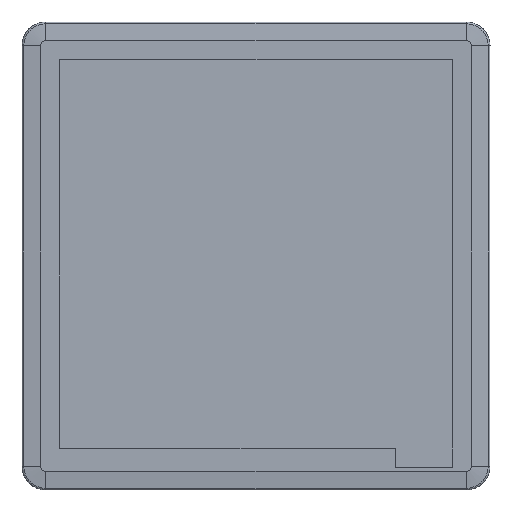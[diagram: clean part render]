
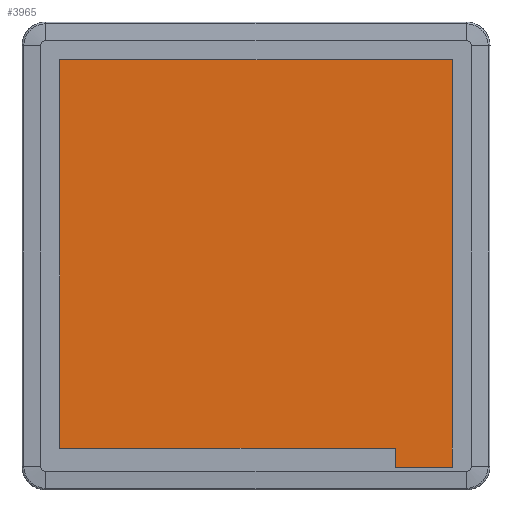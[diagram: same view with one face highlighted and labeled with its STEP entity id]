
A CAD part, front view. The second image highlights one B-rep face of the part: STEP entity #3965.
In plain terms, the highlighted planar face has unit normal (0, -1, 0).
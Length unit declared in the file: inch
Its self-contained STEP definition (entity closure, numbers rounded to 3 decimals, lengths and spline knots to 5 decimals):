
#40 = DIRECTION ( 'NONE',  ( 0., 0., 1. ) ) ;
#257 = LINE ( 'NONE', #10773, #10449 ) ;
#454 = ORIENTED_EDGE ( 'NONE', *, *, #1634, .F. ) ;
#709 = VERTEX_POINT ( 'NONE', #747 ) ;
#734 = VECTOR ( 'NONE', #8670, 39.37008 ) ;
#747 = CARTESIAN_POINT ( 'NONE',  ( -4.13353, -1.31102, 4.13352 ) ) ;
#1280 = LINE ( 'NONE', #6179, #9615 ) ;
#1361 = VECTOR ( 'NONE', #3838, 39.37008 ) ;
#1555 = EDGE_CURVE ( 'NONE', #9082, #7520, #1280, .T. ) ;
#1634 = EDGE_CURVE ( 'NONE', #7520, #10894, #6574, .T. ) ;
#1801 = CARTESIAN_POINT ( 'NONE',  ( -4.13388, -1.31102, -4.45675 ) ) ;
#1909 = LINE ( 'NONE', #1801, #734 ) ;
#2069 = EDGE_CURVE ( 'NONE', #7215, #709, #3123, .T. ) ;
#2078 = VECTOR ( 'NONE', #2308, 39.37008 ) ;
#2308 = DIRECTION ( 'NONE',  ( 0., 0., -1. ) ) ;
#2466 = VERTEX_POINT ( 'NONE', #10117 ) ;
#2485 = VECTOR ( 'NONE', #2976, 39.37008 ) ;
#2767 = EDGE_CURVE ( 'NONE', #2466, #5598, #257, .T. ) ;
#2976 = DIRECTION ( 'NONE',  ( 1., 0., 0. ) ) ;
#3112 = FACE_OUTER_BOUND ( 'NONE', #5869, .T. ) ;
#3123 = LINE ( 'NONE', #8251, #1361 ) ;
#3341 = LINE ( 'NONE', #3447, #3940 ) ;
#3447 = CARTESIAN_POINT ( 'NONE',  ( -4.13388, -1.31102, -4.04696 ) ) ;
#3838 = DIRECTION ( 'NONE',  ( 0., 0., 1. ) ) ;
#3940 = VECTOR ( 'NONE', #5878, 39.37008 ) ;
#3965 = ADVANCED_FACE ( 'NONE', ( #3112 ), #5648, .F. ) ;
#4146 = CARTESIAN_POINT ( 'NONE',  ( -4.13388, -1.31102, -4.45675 ) ) ;
#4172 = CARTESIAN_POINT ( 'NONE',  ( 2.93309, -1.31102, -4.04696 ) ) ;
#4950 = ORIENTED_EDGE ( 'NONE', *, *, #2069, .F. ) ;
#4997 = ORIENTED_EDGE ( 'NONE', *, *, #7894, .F. ) ;
#5334 = LINE ( 'NONE', #6241, #2485 ) ;
#5459 = ORIENTED_EDGE ( 'NONE', *, *, #2767, .F. ) ;
#5598 = VERTEX_POINT ( 'NONE', #4172 ) ;
#5648 = PLANE ( 'NONE',  #9203 ) ;
#5661 = ORIENTED_EDGE ( 'NONE', *, *, #9381, .F. ) ;
#5734 = CARTESIAN_POINT ( 'NONE',  ( 4.13388, -1.31102, -4.49896 ) ) ;
#5857 = ORIENTED_EDGE ( 'NONE', *, *, #8913, .F. ) ;
#5869 = EDGE_LOOP ( 'NONE', ( #5857, #5459, #5661, #454, #9510, #4997, #4950 ) ) ;
#5878 = DIRECTION ( 'NONE',  ( -1., 0., 0. ) ) ;
#6179 = CARTESIAN_POINT ( 'NONE',  ( 4.13353, -1.31102, -4.45675 ) ) ;
#6241 = CARTESIAN_POINT ( 'NONE',  ( -4.13388, -1.31102, 4.13352 ) ) ;
#6310 = CARTESIAN_POINT ( 'NONE',  ( 4.1337, -1.31103, -4.03943 ) ) ;
#6346 = CARTESIAN_POINT ( 'NONE',  ( 4.13388, -1.31102, -4.45675 ) ) ;
#6501 = DIRECTION ( 'NONE',  ( 0., 0., 1. ) ) ;
#6574 = LINE ( 'NONE', #5734, #2078 ) ;
#7215 = VERTEX_POINT ( 'NONE', #10238 ) ;
#7520 = VERTEX_POINT ( 'NONE', #6310 ) ;
#7697 = DIRECTION ( 'NONE',  ( 0., 1., 0. ) ) ;
#7894 = EDGE_CURVE ( 'NONE', #709, #9082, #5334, .T. ) ;
#8251 = CARTESIAN_POINT ( 'NONE',  ( -4.13353, -1.31102, -4.45675 ) ) ;
#8670 = DIRECTION ( 'NONE',  ( -1., 0., 0. ) ) ;
#8768 = DIRECTION ( 'NONE',  ( 0., 0., -1. ) ) ;
#8913 = EDGE_CURVE ( 'NONE', #5598, #7215, #3341, .T. ) ;
#9082 = VERTEX_POINT ( 'NONE', #9133 ) ;
#9133 = CARTESIAN_POINT ( 'NONE',  ( 4.13353, -1.31102, 4.13352 ) ) ;
#9203 = AXIS2_PLACEMENT_3D ( 'NONE', #4146, #7697, #40 ) ;
#9381 = EDGE_CURVE ( 'NONE', #10894, #2466, #1909, .T. ) ;
#9510 = ORIENTED_EDGE ( 'NONE', *, *, #1555, .F. ) ;
#9615 = VECTOR ( 'NONE', #8768, 39.37008 ) ;
#10117 = CARTESIAN_POINT ( 'NONE',  ( 2.93309, -1.31102, -4.45675 ) ) ;
#10238 = CARTESIAN_POINT ( 'NONE',  ( -4.13353, -1.31102, -4.04696 ) ) ;
#10449 = VECTOR ( 'NONE', #6501, 39.37008 ) ;
#10773 = CARTESIAN_POINT ( 'NONE',  ( 2.93309, -1.31102, -4.45675 ) ) ;
#10894 = VERTEX_POINT ( 'NONE', #6346 ) ;
